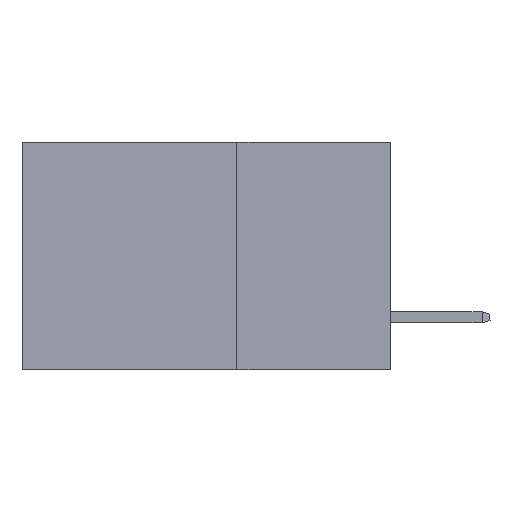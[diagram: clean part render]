
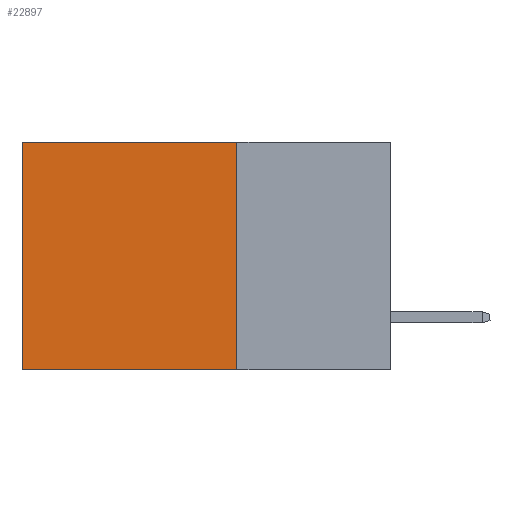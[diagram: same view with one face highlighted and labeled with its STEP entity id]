
A CAD part, left-side view. The second image highlights one B-rep face of the part: STEP entity #22897.
In plain terms, the highlighted planar face has unit normal (-1, 0, 0).
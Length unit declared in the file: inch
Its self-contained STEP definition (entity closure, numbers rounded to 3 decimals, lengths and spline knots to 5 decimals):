
#334 = CARTESIAN_POINT ( 'NONE',  ( 0.2875, 0.25, -0.37 ) ) ;
#534 = EDGE_CURVE ( 'NONE', #10007, #2018, #18210, .T. ) ;
#657 = LINE ( 'NONE', #21694, #1232 ) ;
#1232 = VECTOR ( 'NONE', #11215, 39.37008 ) ;
#1270 = LINE ( 'NONE', #18353, #10861 ) ;
#1278 = PLANE ( 'NONE',  #13400 ) ;
#1636 = CARTESIAN_POINT ( 'NONE',  ( 0.2875, 0.6, 0. ) ) ;
#2018 = VERTEX_POINT ( 'NONE', #19459 ) ;
#2216 = EDGE_LOOP ( 'NONE', ( #12639, #12116, #6645, #14646 ) ) ;
#3723 = CARTESIAN_POINT ( 'NONE',  ( 0.2875, 0.6, 0. ) ) ;
#4583 = VECTOR ( 'NONE', #5536, 39.37008 ) ;
#5536 = DIRECTION ( 'NONE',  ( 0., 0., -1. ) ) ;
#5879 = LINE ( 'NONE', #11607, #22410 ) ;
#5957 = DIRECTION ( 'NONE',  ( 0., 1., 0. ) ) ;
#6645 = ORIENTED_EDGE ( 'NONE', *, *, #7698, .F. ) ;
#7698 = EDGE_CURVE ( 'NONE', #9437, #18118, #5879, .T. ) ;
#9016 = EDGE_CURVE ( 'NONE', #18118, #2018, #1270, .T. ) ;
#9437 = VERTEX_POINT ( 'NONE', #10722 ) ;
#10007 = VERTEX_POINT ( 'NONE', #1636 ) ;
#10722 = CARTESIAN_POINT ( 'NONE',  ( 0.2875, 0.25, 0. ) ) ;
#10861 = VECTOR ( 'NONE', #5957, 39.37008 ) ;
#11215 = DIRECTION ( 'NONE',  ( 0., 1., 0. ) ) ;
#11607 = CARTESIAN_POINT ( 'NONE',  ( 0.2875, 0.25, 0. ) ) ;
#12116 = ORIENTED_EDGE ( 'NONE', *, *, #9016, .F. ) ;
#12639 = ORIENTED_EDGE ( 'NONE', *, *, #534, .T. ) ;
#13400 = AXIS2_PLACEMENT_3D ( 'NONE', #13855, #20765, #15617 ) ;
#13855 = CARTESIAN_POINT ( 'NONE',  ( 0.2875, 0.25, 0. ) ) ;
#14646 = ORIENTED_EDGE ( 'NONE', *, *, #15973, .T. ) ;
#15617 = DIRECTION ( 'NONE',  ( 0., 0., -1. ) ) ;
#15973 = EDGE_CURVE ( 'NONE', #9437, #10007, #657, .T. ) ;
#17924 = FACE_OUTER_BOUND ( 'NONE', #2216, .T. ) ;
#18118 = VERTEX_POINT ( 'NONE', #334 ) ;
#18210 = LINE ( 'NONE', #3723, #4583 ) ;
#18353 = CARTESIAN_POINT ( 'NONE',  ( 0.2875, 0.25, -0.37 ) ) ;
#19459 = CARTESIAN_POINT ( 'NONE',  ( 0.2875, 0.6, -0.37 ) ) ;
#20765 = DIRECTION ( 'NONE',  ( 1., 0., 0. ) ) ;
#21694 = CARTESIAN_POINT ( 'NONE',  ( 0.2875, 0.25, 0. ) ) ;
#22048 = DIRECTION ( 'NONE',  ( 0., 0., -1. ) ) ;
#22410 = VECTOR ( 'NONE', #22048, 39.37008 ) ;
#22897 = ADVANCED_FACE ( 'NONE', ( #17924 ), #1278, .F. ) ;
